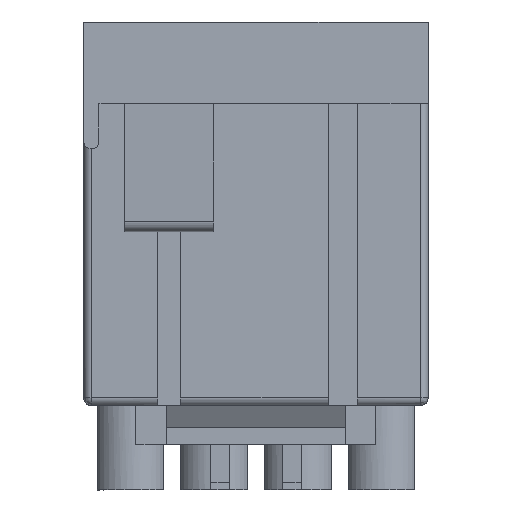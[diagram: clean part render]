
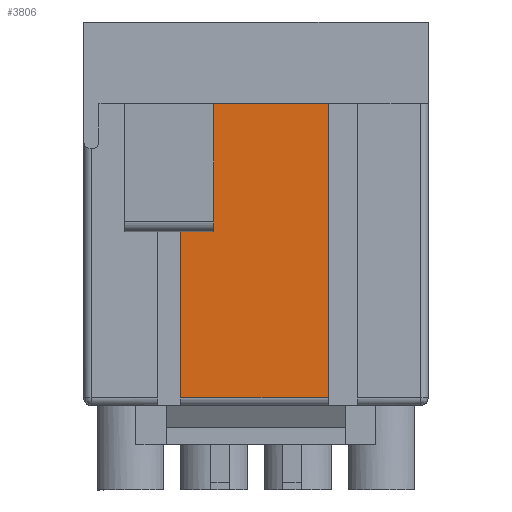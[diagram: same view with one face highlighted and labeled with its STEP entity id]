
A CAD part, left-side view. The second image highlights one B-rep face of the part: STEP entity #3806.
In plain terms, the highlighted planar face has unit normal (-1, 0, 0).
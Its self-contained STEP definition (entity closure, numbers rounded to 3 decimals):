
#2189=FACE_OUTER_BOUND('',#6941,.T.);
#3806=ADVANCED_FACE('',(#2189),#4394,.T.);
#4394=PLANE('',#14265);
#4990=LINE('',#20115,#5825);
#5129=LINE('',#20544,#5964);
#5130=LINE('',#20548,#5965);
#5133=LINE('',#20558,#5968);
#5139=LINE('',#20570,#5974);
#5141=LINE('',#20574,#5976);
#5142=LINE('',#20576,#5977);
#5143=LINE('',#20578,#5978);
#5825=VECTOR('',#15352,1.);
#5964=VECTOR('',#15709,1.);
#5965=VECTOR('',#15714,1.);
#5968=VECTOR('',#15723,1.);
#5974=VECTOR('',#15733,1.);
#5976=VECTOR('',#15737,1.);
#5977=VECTOR('',#15738,1.);
#5978=VECTOR('',#15739,1.);
#6941=EDGE_LOOP('',(#8743,#8744,#8745,#8746,#8747,#8748,#8749,#8750));
#8743=ORIENTED_EDGE('',*,*,#12946,.T.);
#8744=ORIENTED_EDGE('',*,*,#12947,.T.);
#8745=ORIENTED_EDGE('',*,*,#12948,.F.);
#8746=ORIENTED_EDGE('',*,*,#12944,.T.);
#8747=ORIENTED_EDGE('',*,*,#12938,.T.);
#8748=ORIENTED_EDGE('',*,*,#12933,.T.);
#8749=ORIENTED_EDGE('',*,*,#12931,.T.);
#8750=ORIENTED_EDGE('',*,*,#12746,.T.);
#11491=VERTEX_POINT('',#20114);
#11492=VERTEX_POINT('',#20116);
#11603=VERTEX_POINT('',#20545);
#11604=VERTEX_POINT('',#20549);
#11606=VERTEX_POINT('',#20555);
#11612=VERTEX_POINT('',#20571);
#11613=VERTEX_POINT('',#20575);
#11614=VERTEX_POINT('',#20577);
#12746=EDGE_CURVE('',#11492,#11491,#4990,.T.);
#12931=EDGE_CURVE('',#11603,#11492,#5129,.T.);
#12933=EDGE_CURVE('',#11604,#11603,#5130,.T.);
#12938=EDGE_CURVE('',#11606,#11604,#5133,.T.);
#12944=EDGE_CURVE('',#11612,#11606,#5139,.T.);
#12946=EDGE_CURVE('',#11491,#11613,#5141,.T.);
#12947=EDGE_CURVE('',#11613,#11614,#5142,.T.);
#12948=EDGE_CURVE('',#11612,#11614,#5143,.T.);
#14265=AXIS2_PLACEMENT_3D('',#20579,#15740,#15741);
#15352=DIRECTION('',(0.,0.,-1.));
#15709=DIRECTION('',(0.,1.,0.));
#15714=DIRECTION('',(0.,0.,1.));
#15723=DIRECTION('',(0.,-1.,0.));
#15733=DIRECTION('',(0.,0.,-1.));
#15737=DIRECTION('',(0.,1.,0.));
#15738=DIRECTION('',(0.,0.,1.));
#15739=DIRECTION('',(0.,-1.,0.));
#15740=DIRECTION('',(-1.,0.,0.));
#15741=DIRECTION('',(0.,0.,1.));
#20114=CARTESIAN_POINT('',(47.908,-30.149,33.592));
#20115=CARTESIAN_POINT('',(47.908,-30.149,37.092));
#20116=CARTESIAN_POINT('',(47.908,-30.149,37.092));
#20544=CARTESIAN_POINT('',(47.908,-35.849,37.092));
#20545=CARTESIAN_POINT('',(47.908,-35.849,37.092));
#20548=CARTESIAN_POINT('',(47.908,-35.849,14.092));
#20549=CARTESIAN_POINT('',(47.908,-35.849,14.092));
#20555=CARTESIAN_POINT('',(47.908,-26.049,14.092));
#20558=CARTESIAN_POINT('',(47.908,-26.049,14.092));
#20570=CARTESIAN_POINT('',(47.908,-26.049,38.992));
#20571=CARTESIAN_POINT('',(47.908,-26.049,38.992));
#20574=CARTESIAN_POINT('',(47.908,-30.149,33.592));
#20575=CARTESIAN_POINT('',(47.908,-28.749,33.592));
#20576=CARTESIAN_POINT('',(47.908,-28.749,13.292));
#20577=CARTESIAN_POINT('',(47.908,-28.749,38.992));
#20578=CARTESIAN_POINT('',(47.908,-26.049,38.992));
#20579=CARTESIAN_POINT('',(47.908,-36.539,13.292));
